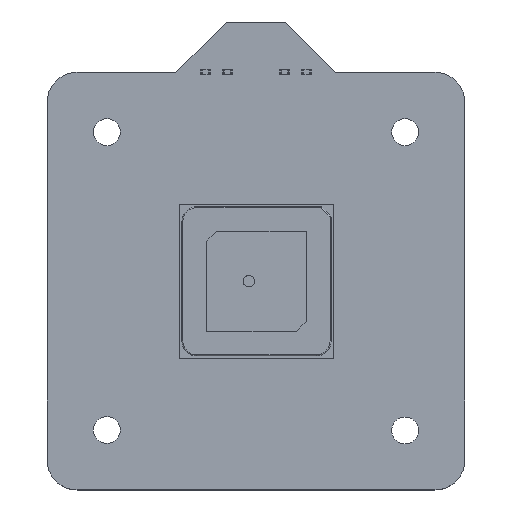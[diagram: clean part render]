
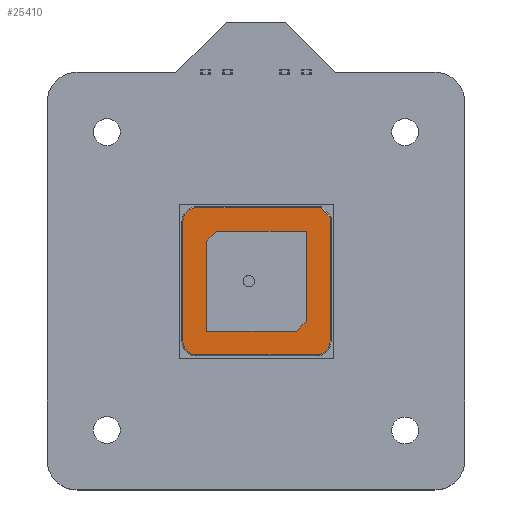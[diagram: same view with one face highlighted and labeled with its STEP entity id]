
A CAD part, top view. The second image highlights one B-rep face of the part: STEP entity #25410.
In plain terms, the highlighted planar face has unit normal (0, 0, 1).
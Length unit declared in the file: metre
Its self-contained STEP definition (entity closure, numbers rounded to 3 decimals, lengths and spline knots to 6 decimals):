
#922=CIRCLE('',#29883,0.0014);
#923=CIRCLE('',#29884,0.0014);
#924=CIRCLE('',#29885,0.0014);
#2442=ORIENTED_EDGE('',*,*,#9557,.F.);
#2443=ORIENTED_EDGE('',*,*,#9573,.F.);
#2444=ORIENTED_EDGE('',*,*,#9574,.F.);
#2445=ORIENTED_EDGE('',*,*,#9575,.F.);
#2446=ORIENTED_EDGE('',*,*,#9576,.F.);
#2447=ORIENTED_EDGE('',*,*,#9577,.F.);
#2448=ORIENTED_EDGE('',*,*,#9578,.F.);
#2449=ORIENTED_EDGE('',*,*,#9579,.F.);
#2450=ORIENTED_EDGE('',*,*,#9567,.F.);
#2451=ORIENTED_EDGE('',*,*,#9566,.F.);
#2452=ORIENTED_EDGE('',*,*,#9563,.F.);
#2453=ORIENTED_EDGE('',*,*,#9561,.F.);
#2454=ORIENTED_EDGE('',*,*,#9560,.F.);
#2455=ORIENTED_EDGE('',*,*,#9569,.F.);
#9557=EDGE_CURVE('',#13181,#13176,#15673,.T.);
#9560=EDGE_CURVE('',#13183,#13182,#15676,.T.);
#9561=EDGE_CURVE('',#13182,#13184,#15677,.T.);
#9563=EDGE_CURVE('',#13184,#13185,#15679,.T.);
#9566=EDGE_CURVE('',#13185,#13186,#15682,.T.);
#9567=EDGE_CURVE('',#13186,#13187,#15683,.T.);
#9569=EDGE_CURVE('',#13187,#13183,#15685,.T.);
#9573=EDGE_CURVE('',#13190,#13181,#15689,.T.);
#9574=EDGE_CURVE('',#13191,#13190,#922,.T.);
#9575=EDGE_CURVE('',#13192,#13191,#15690,.T.);
#9576=EDGE_CURVE('',#13193,#13192,#923,.T.);
#9577=EDGE_CURVE('',#13194,#13193,#15691,.T.);
#9578=EDGE_CURVE('',#13195,#13194,#924,.T.);
#9579=EDGE_CURVE('',#13176,#13195,#15692,.T.);
#13176=VERTEX_POINT('',#39907);
#13181=VERTEX_POINT('',#39922);
#13182=VERTEX_POINT('',#39926);
#13183=VERTEX_POINT('',#39928);
#13184=VERTEX_POINT('',#39932);
#13185=VERTEX_POINT('',#39936);
#13186=VERTEX_POINT('',#39940);
#13187=VERTEX_POINT('',#39944);
#13190=VERTEX_POINT('',#39956);
#13191=VERTEX_POINT('',#39958);
#13192=VERTEX_POINT('',#39960);
#13193=VERTEX_POINT('',#39962);
#13194=VERTEX_POINT('',#39964);
#13195=VERTEX_POINT('',#39966);
#15673=LINE('',#39923,#18787);
#15676=LINE('',#39929,#18790);
#15677=LINE('',#39931,#18791);
#15679=LINE('',#39935,#18793);
#15682=LINE('',#39941,#18796);
#15683=LINE('',#39943,#18797);
#15685=LINE('',#39947,#18799);
#15689=LINE('',#39955,#18803);
#15690=LINE('',#39959,#18804);
#15691=LINE('',#39963,#18805);
#15692=LINE('',#39967,#18806);
#18787=VECTOR('',#32579,1.);
#18790=VECTOR('',#32584,1.);
#18791=VECTOR('',#32587,1.);
#18793=VECTOR('',#32591,1.);
#18796=VECTOR('',#32596,1.);
#18797=VECTOR('',#32599,1.);
#18799=VECTOR('',#32603,1.);
#18803=VECTOR('',#32611,1.);
#18804=VECTOR('',#32614,1.);
#18805=VECTOR('',#32617,1.);
#18806=VECTOR('',#32620,1.);
#21530=EDGE_LOOP('',(#2442,#2443,#2444,#2445,#2446,#2447,#2448,#2449));
#21531=EDGE_LOOP('',(#2450,#2451,#2452,#2453,#2454,#2455));
#23004=FACE_BOUND('',#21530,.T.);
#23005=FACE_BOUND('',#21531,.T.);
#24361=PLANE('',#29882);
#25410=ADVANCED_FACE('',(#23004,#23005),#24361,.F.);
#29882=AXIS2_PLACEMENT_3D('',#39954,#32609,#32610);
#29883=AXIS2_PLACEMENT_3D('',#39957,#32612,#32613);
#29884=AXIS2_PLACEMENT_3D('',#39961,#32615,#32616);
#29885=AXIS2_PLACEMENT_3D('',#39965,#32618,#32619);
#32579=DIRECTION('',(0.707,-0.707,0.));
#32584=DIRECTION('',(-1.,0.,0.));
#32587=DIRECTION('',(-0.707,-0.707,0.));
#32591=DIRECTION('',(0.,-1.,0.));
#32596=DIRECTION('',(1.,0.,0.));
#32599=DIRECTION('',(0.707,0.707,0.));
#32603=DIRECTION('',(0.,1.,0.));
#32609=DIRECTION('',(0.,0.,-1.));
#32610=DIRECTION('',(0.,1.,0.));
#32611=DIRECTION('',(1.,0.,0.));
#32612=DIRECTION('',(0.,0.,-1.));
#32613=DIRECTION('',(-1.,0.,0.));
#32614=DIRECTION('',(0.,1.,0.));
#32615=DIRECTION('',(0.,0.,-1.));
#32616=DIRECTION('',(0.,-1.,0.));
#32617=DIRECTION('',(-1.,0.,0.));
#32618=DIRECTION('',(0.,0.,-1.));
#32619=DIRECTION('',(1.,0.,0.));
#32620=DIRECTION('',(0.,-1.,0.));
#39907=CARTESIAN_POINT('',(0.007447,0.003906,0.006743));
#39922=CARTESIAN_POINT('',(0.006505,0.004847,0.006743));
#39923=CARTESIAN_POINT('',(0.006505,0.004847,0.006743));
#39926=CARTESIAN_POINT('',(-0.003963,0.002484,0.006743));
#39928=CARTESIAN_POINT('',(0.005056,0.002484,0.006743));
#39929=CARTESIAN_POINT('',(0.000047,0.002484,0.006743));
#39931=CARTESIAN_POINT('',(-0.003963,0.002484,0.006743));
#39932=CARTESIAN_POINT('',(-0.004963,0.001484,0.006743));
#39935=CARTESIAN_POINT('',(-0.004963,-0.002553,0.006743));
#39936=CARTESIAN_POINT('',(-0.004963,-0.007589,0.006743));
#39940=CARTESIAN_POINT('',(0.004056,-0.007589,0.006743));
#39941=CARTESIAN_POINT('',(0.000047,-0.007589,0.006743));
#39943=CARTESIAN_POINT('',(0.004056,-0.007589,0.006743));
#39944=CARTESIAN_POINT('',(0.005056,-0.006589,0.006743));
#39947=CARTESIAN_POINT('',(0.005056,-0.002553,0.006743));
#39954=CARTESIAN_POINT('',(0.000047,-0.002553,0.006743));
#39955=CARTESIAN_POINT('',(0.000047,0.004847,0.006743));
#39956=CARTESIAN_POINT('',(-0.005953,0.004847,0.006743));
#39957=CARTESIAN_POINT('',(-0.005953,0.003447,0.006743));
#39958=CARTESIAN_POINT('',(-0.007353,0.003447,0.006743));
#39959=CARTESIAN_POINT('',(-0.007353,-0.002553,0.006743));
#39960=CARTESIAN_POINT('',(-0.007353,-0.008553,0.006743));
#39961=CARTESIAN_POINT('',(-0.005953,-0.008553,0.006743));
#39962=CARTESIAN_POINT('',(-0.005953,-0.009953,0.006743));
#39963=CARTESIAN_POINT('',(0.000047,-0.009953,0.006743));
#39964=CARTESIAN_POINT('',(0.006047,-0.009953,0.006743));
#39965=CARTESIAN_POINT('',(0.006047,-0.008553,0.006743));
#39966=CARTESIAN_POINT('',(0.007447,-0.008553,0.006743));
#39967=CARTESIAN_POINT('',(0.007447,-0.002553,0.006743));
